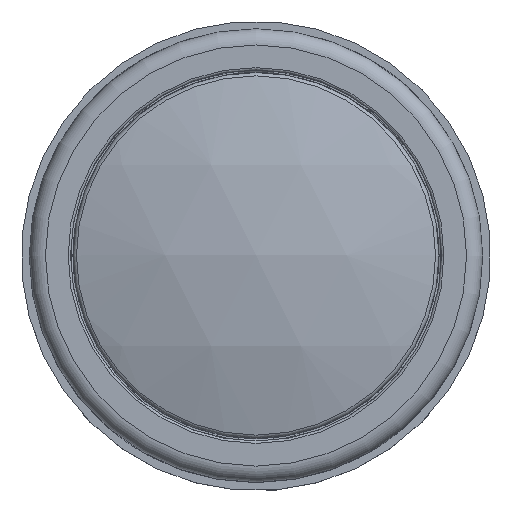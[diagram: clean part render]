
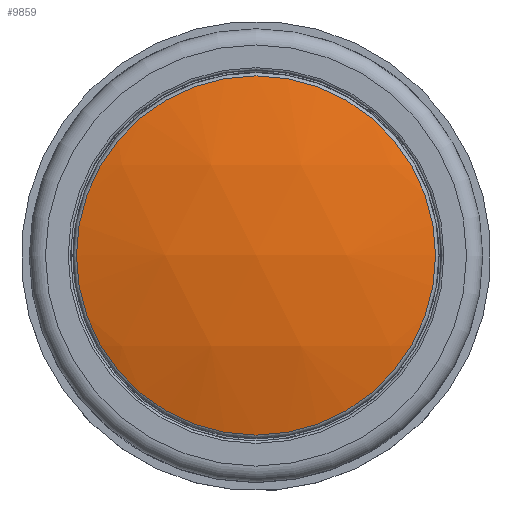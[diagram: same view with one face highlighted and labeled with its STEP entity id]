
A CAD part, top view. The second image highlights one B-rep face of the part: STEP entity #9859.
In plain terms, the highlighted spherical face has radius 37.5 mm.
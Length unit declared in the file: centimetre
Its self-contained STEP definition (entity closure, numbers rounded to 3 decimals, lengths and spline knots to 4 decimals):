
#14=SPHERICAL_SURFACE($,#10946,3.75);
#2712=FACE_OUTER_BOUND($,#3339,.T.);
#3339=EDGE_LOOP($,(#9081));
#3862=CIRCLE($,#10945,1.1089);
#4797=VERTEX_POINT($,#19090);
#6242=EDGE_CURVE($,#4797,#4797,#3862,.T.);
#9081=ORIENTED_EDGE($,*,*,#6242,.F.);
#9859=ADVANCED_FACE($,(#2712),#14,.T.);
#10945=AXIS2_PLACEMENT_3D($,#19091,#13800,#13801);
#10946=AXIS2_PLACEMENT_3D($,#19092,#13802,#13803);
#13800=DIRECTION('center_axis',(0.,0.,
-1.));
#13801=DIRECTION('ref_axis',(1.,0.,0.));
#13802=DIRECTION('center_axis',(0.,-1.,0.));
#13803=DIRECTION('ref_axis',(1.,0.,0.));
#19090=CARTESIAN_POINT('',(-1.1089,0.,1.6866));
#19091=CARTESIAN_POINT('Origin',(0.,0.,
1.6866));
#19092=CARTESIAN_POINT('Origin',(0.,0.,
-1.8957));
